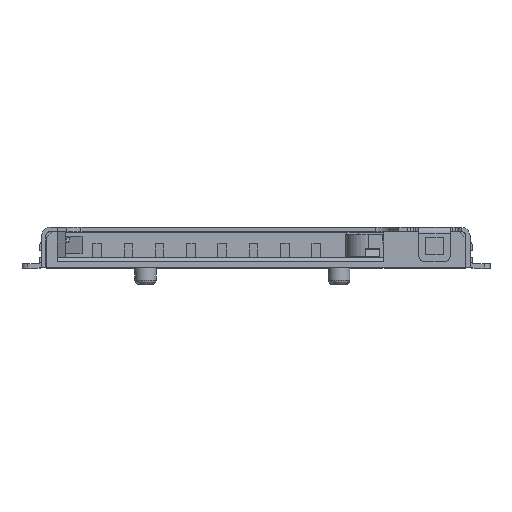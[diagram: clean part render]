
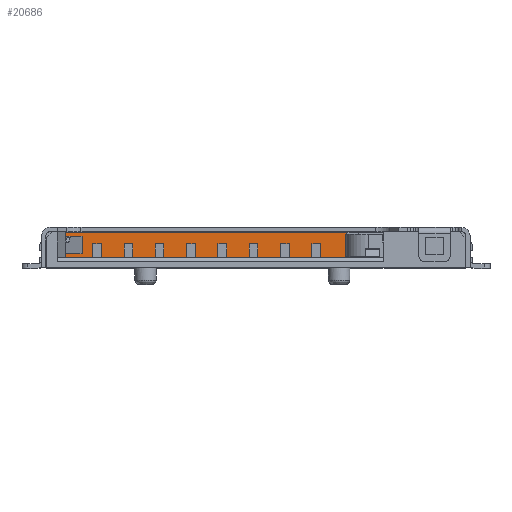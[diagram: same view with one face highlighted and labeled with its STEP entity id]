
A CAD part, top view. The second image highlights one B-rep face of the part: STEP entity #20686.
In plain terms, the highlighted face is planar.
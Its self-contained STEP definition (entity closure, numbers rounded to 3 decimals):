
#217=PLANE('',#21646);
#1858=ORIENTED_EDGE('',*,*,#6694,.T.);
#1859=ORIENTED_EDGE('',*,*,#6723,.F.);
#1860=ORIENTED_EDGE('',*,*,#6724,.F.);
#1861=ORIENTED_EDGE('',*,*,#6725,.T.);
#6694=EDGE_CURVE('',#9107,#9108,#10723,.T.);
#6723=EDGE_CURVE('',#9126,#9108,#10752,.T.);
#6724=EDGE_CURVE('',#9127,#9126,#10753,.T.);
#6725=EDGE_CURVE('',#9127,#9107,#10754,.T.);
#9107=VERTEX_POINT('',#28752);
#9108=VERTEX_POINT('',#28753);
#9126=VERTEX_POINT('',#28810);
#9127=VERTEX_POINT('',#28812);
#10723=LINE('',#28751,#12717);
#10752=LINE('',#28809,#12746);
#10753=LINE('',#28811,#12747);
#10754=LINE('',#28813,#12748);
#12717=VECTOR('',#23656,1000.);
#12746=VECTOR('',#23705,1000.);
#12747=VECTOR('',#23706,1000.);
#12748=VECTOR('',#23707,1000.);
#14354=EDGE_LOOP('',(#1858,#1859,#1860,#1861));
#15349=FACE_BOUND('',#14354,.T.);
#20686=ADVANCED_FACE('',(#15349),#217,.F.);
#21646=AXIS2_PLACEMENT_3D('',#28808,#23703,#23704);
#23656=DIRECTION('',(0.,0.,-1.));
#23703=DIRECTION('',(0.,1.,0.));
#23704=DIRECTION('',(1.,0.,0.));
#23705=DIRECTION('',(-1.,0.,0.));
#23706=DIRECTION('',(0.,0.,-1.));
#23707=DIRECTION('',(-1.,0.,0.));
#28751=CARTESIAN_POINT('',(189.279,195.831,0.45));
#28752=CARTESIAN_POINT('',(189.279,195.831,0.9));
#28753=CARTESIAN_POINT('',(189.279,195.831,0.));
#28808=CARTESIAN_POINT('',(201.091,195.831,-0.375));
#28809=CARTESIAN_POINT('',(188.781,195.831,0.));
#28810=CARTESIAN_POINT('',(199.159,195.831,0.));
#28811=CARTESIAN_POINT('',(199.159,195.831,0.275));
#28812=CARTESIAN_POINT('',(199.159,195.831,0.9));
#28813=CARTESIAN_POINT('',(195.959,195.831,0.9));
